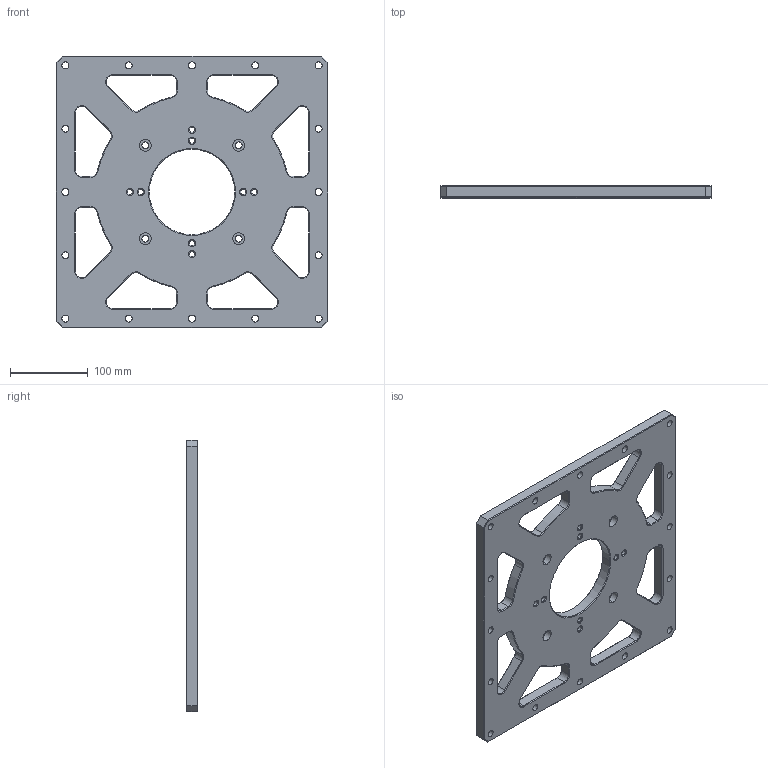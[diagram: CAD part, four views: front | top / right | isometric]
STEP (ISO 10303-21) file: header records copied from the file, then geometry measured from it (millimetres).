
FILE_DESCRIPTION((''),'2;1');
FILE_NAME('MKMH_CHASSIS_EC66_160_2','2021-07-21T',('wxf'),(''),'PRO/ENGINEER BY PARAMETRIC TECHNOLOGY CORPORATION, 2013230','PRO/ENGINEER BY PARAMETRIC TECHNOLOGY CORPORATION, 2013230','');
FILE_SCHEMA(('CONFIG_CONTROL_DESIGN'));
Length unit declared in the file: millimetre
Products named in the file (1): MKMH_CHASSIS_EC66_160_2
Bounding box: 350 x 15 x 350 mm (x, y, z)
Volume: 1292631.4 mm3; surface area: 238880.5 mm2
Topology: 1 solids, 1 shells, 372 faces, 870 edges, 520 vertices
Faces by surface type: cylinder 138, plane 118, cone 116
Entity records: 10732 total; most frequent: DIRECTION 2006, CARTESIAN_POINT 1762, ORIENTED_EDGE 1740, EDGE_CURVE 870, AXIS2_PLACEMENT_3D 764, VERTEX_POINT 520, VECTOR 478, LINE 478
